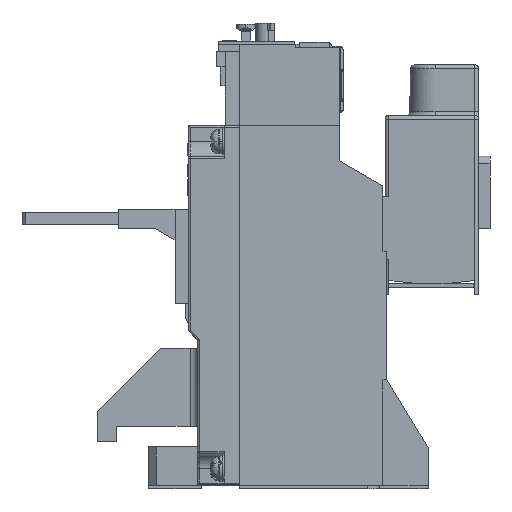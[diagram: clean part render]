
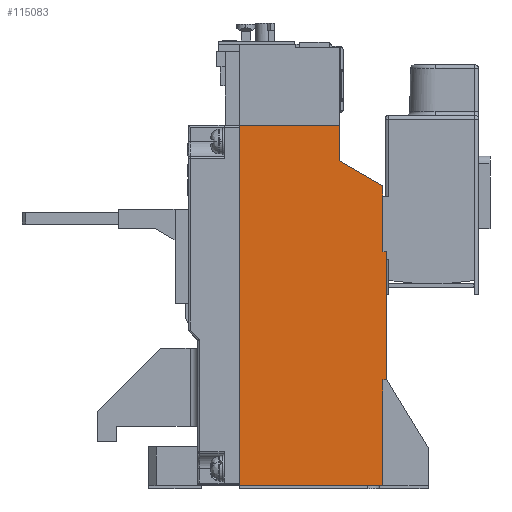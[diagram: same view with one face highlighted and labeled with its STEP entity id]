
A CAD part, left-side view. The second image highlights one B-rep face of the part: STEP entity #115083.
In plain terms, the highlighted planar face has unit normal (-1, 0, 0).
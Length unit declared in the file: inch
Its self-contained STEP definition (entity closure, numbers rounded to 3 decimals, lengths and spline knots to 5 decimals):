
#796 = LINE ( 'NONE', #118224, #117276 ) ;
#2348 = ORIENTED_EDGE ( 'NONE', *, *, #112561, .F. ) ;
#2639 = CARTESIAN_POINT ( 'NONE',  ( -1.9685, -1.04331, 3.38583 ) ) ;
#5952 = VERTEX_POINT ( 'NONE', #105030 ) ;
#7121 = CARTESIAN_POINT ( 'NONE',  ( -1.9685, 0., 3.75591 ) ) ;
#8819 = DIRECTION ( 'NONE',  ( 1., 0., 0. ) ) ;
#11921 = ORIENTED_EDGE ( 'NONE', *, *, #92580, .F. ) ;
#14234 = DIRECTION ( 'NONE',  ( 0., -1., 0. ) ) ;
#14594 = CARTESIAN_POINT ( 'NONE',  ( -1.9685, -1.49606, 1.10236 ) ) ;
#15543 = ORIENTED_EDGE ( 'NONE', *, *, #65733, .F. ) ;
#16475 = LINE ( 'NONE', #66694, #111343 ) ;
#17155 = CARTESIAN_POINT ( 'NONE',  ( -1.9685, -1.53543, 2.43701 ) ) ;
#18002 = FACE_OUTER_BOUND ( 'NONE', #59334, .T. ) ;
#22213 = VECTOR ( 'NONE', #72310, 39.37008 ) ;
#24795 = VECTOR ( 'NONE', #114368, 39.37008 ) ;
#25858 = ORIENTED_EDGE ( 'NONE', *, *, #73618, .F. ) ;
#32634 = LINE ( 'NONE', #98522, #91467 ) ;
#32973 = CARTESIAN_POINT ( 'NONE',  ( -1.9685, -1.49606, 0. ) ) ;
#36230 = DIRECTION ( 'NONE',  ( 0., 1., 0. ) ) ;
#45075 = CARTESIAN_POINT ( 'NONE',  ( -1.9685, 0., 0. ) ) ;
#45229 = CARTESIAN_POINT ( 'NONE',  ( -1.9685, -1.49606, 3.12443 ) ) ;
#46255 = CARTESIAN_POINT ( 'NONE',  ( -1.9685, -1.04331, 0. ) ) ;
#47569 = DIRECTION ( 'NONE',  ( 0., 0., -1. ) ) ;
#47848 = VERTEX_POINT ( 'NONE', #45229 ) ;
#49276 = LINE ( 'NONE', #50100, #24795 ) ;
#50100 = CARTESIAN_POINT ( 'NONE',  ( -1.9685, -1.53543, 1.10236 ) ) ;
#52212 = EDGE_CURVE ( 'NONE', #81399, #82086, #61283, .T. ) ;
#52602 = EDGE_CURVE ( 'NONE', #5952, #71952, #16475, .T. ) ;
#52999 = VERTEX_POINT ( 'NONE', #7121 ) ;
#55023 = VECTOR ( 'NONE', #36230, 39.37008 ) ;
#55484 = DIRECTION ( 'NONE',  ( 0., 0., -1. ) ) ;
#59244 = LINE ( 'NONE', #69299, #108107 ) ;
#59334 = EDGE_LOOP ( 'NONE', ( #98498, #2348, #86602, #11921, #61850, #85884, #68176, #84493, #25858, #15543 ) ) ;
#60805 = VECTOR ( 'NONE', #55484, 39.37008 ) ;
#61283 = LINE ( 'NONE', #111806, #107291 ) ;
#61850 = ORIENTED_EDGE ( 'NONE', *, *, #71508, .F. ) ;
#61918 = VERTEX_POINT ( 'NONE', #114922 ) ;
#62329 = VERTEX_POINT ( 'NONE', #93908 ) ;
#63907 = CARTESIAN_POINT ( 'NONE',  ( -1.9685, 0., 0. ) ) ;
#65733 = EDGE_CURVE ( 'NONE', #52999, #91029, #59244, .T. ) ;
#66694 = CARTESIAN_POINT ( 'NONE',  ( -1.9685, -1.49606, 2.43701 ) ) ;
#66945 = DIRECTION ( 'NONE',  ( 0., -0.866, -0.5 ) ) ;
#68176 = ORIENTED_EDGE ( 'NONE', *, *, #111054, .F. ) ;
#69299 = CARTESIAN_POINT ( 'NONE',  ( -1.9685, 0., 3.75591 ) ) ;
#71508 = EDGE_CURVE ( 'NONE', #71952, #72752, #98412, .T. ) ;
#71952 = VERTEX_POINT ( 'NONE', #17155 ) ;
#72310 = DIRECTION ( 'NONE',  ( 0., 0., -1. ) ) ;
#72682 = EDGE_CURVE ( 'NONE', #62329, #47848, #102284, .T. ) ;
#72710 = PLANE ( 'NONE',  #74281 ) ;
#72752 = VERTEX_POINT ( 'NONE', #95412 ) ;
#73114 = DIRECTION ( 'NONE',  ( 0., 0., -1. ) ) ;
#73618 = EDGE_CURVE ( 'NONE', #91029, #62329, #109684, .T. ) ;
#74281 = AXIS2_PLACEMENT_3D ( 'NONE', #63907, #8819, #73114 ) ;
#79410 = LINE ( 'NONE', #45075, #55023 ) ;
#81399 = VERTEX_POINT ( 'NONE', #14594 ) ;
#81692 = EDGE_CURVE ( 'NONE', #61918, #52999, #796, .T. ) ;
#81726 = CARTESIAN_POINT ( 'NONE',  ( -1.9685, -1.04331, 3.75591 ) ) ;
#82086 = VERTEX_POINT ( 'NONE', #32973 ) ;
#84493 = ORIENTED_EDGE ( 'NONE', *, *, #72682, .F. ) ;
#85884 = ORIENTED_EDGE ( 'NONE', *, *, #52602, .F. ) ;
#86602 = ORIENTED_EDGE ( 'NONE', *, *, #52212, .F. ) ;
#90867 = DIRECTION ( 'NONE',  ( 0., 0., 1. ) ) ;
#91029 = VERTEX_POINT ( 'NONE', #81726 ) ;
#91467 = VECTOR ( 'NONE', #97710, 39.37008 ) ;
#92580 = EDGE_CURVE ( 'NONE', #72752, #81399, #49276, .T. ) ;
#93908 = CARTESIAN_POINT ( 'NONE',  ( -1.9685, -1.04331, 3.38583 ) ) ;
#94354 = DIRECTION ( 'NONE',  ( 0., -1., 0. ) ) ;
#95412 = CARTESIAN_POINT ( 'NONE',  ( -1.9685, -1.53543, 1.10236 ) ) ;
#97710 = DIRECTION ( 'NONE',  ( 0., 0., -1. ) ) ;
#98412 = LINE ( 'NONE', #108886, #22213 ) ;
#98498 = ORIENTED_EDGE ( 'NONE', *, *, #81692, .F. ) ;
#98522 = CARTESIAN_POINT ( 'NONE',  ( -1.9685, -1.49606, 0. ) ) ;
#99383 = VECTOR ( 'NONE', #66945, 39.37008 ) ;
#102284 = LINE ( 'NONE', #2639, #99383 ) ;
#105030 = CARTESIAN_POINT ( 'NONE',  ( -1.9685, -1.49606, 2.43701 ) ) ;
#107291 = VECTOR ( 'NONE', #47569, 39.37008 ) ;
#108107 = VECTOR ( 'NONE', #14234, 39.37008 ) ;
#108886 = CARTESIAN_POINT ( 'NONE',  ( -1.9685, -1.53543, 0. ) ) ;
#109684 = LINE ( 'NONE', #46255, #60805 ) ;
#111054 = EDGE_CURVE ( 'NONE', #47848, #5952, #32634, .T. ) ;
#111343 = VECTOR ( 'NONE', #94354, 39.37008 ) ;
#111806 = CARTESIAN_POINT ( 'NONE',  ( -1.9685, -1.49606, 0. ) ) ;
#112561 = EDGE_CURVE ( 'NONE', #82086, #61918, #79410, .T. ) ;
#114368 = DIRECTION ( 'NONE',  ( 0., 1., 0. ) ) ;
#114922 = CARTESIAN_POINT ( 'NONE',  ( -1.9685, 0., 0. ) ) ;
#115083 = ADVANCED_FACE ( 'NONE', ( #18002 ), #72710, .F. ) ;
#117276 = VECTOR ( 'NONE', #90867, 39.37008 ) ;
#118224 = CARTESIAN_POINT ( 'NONE',  ( -1.9685, 0., 3.75591 ) ) ;
